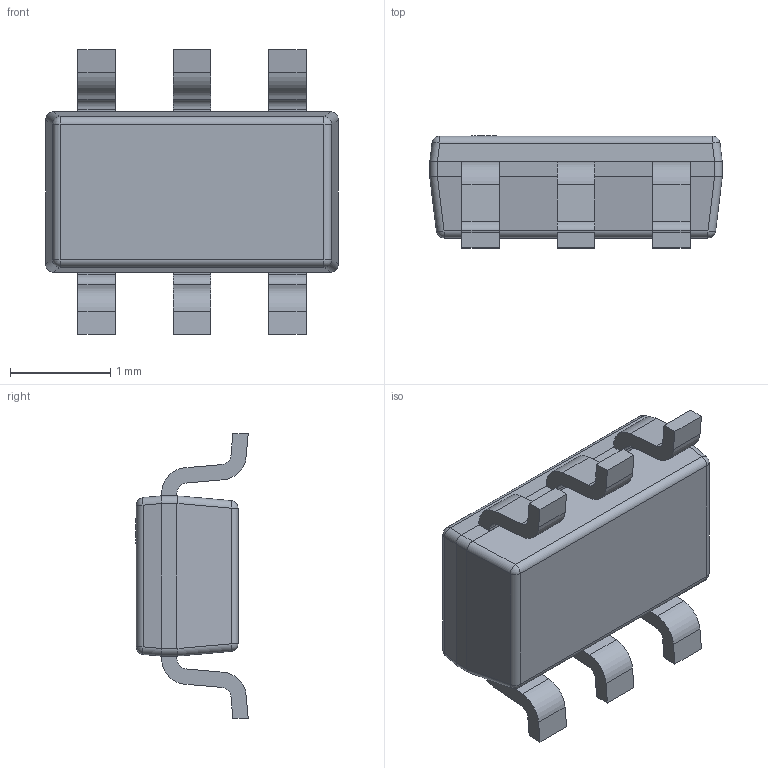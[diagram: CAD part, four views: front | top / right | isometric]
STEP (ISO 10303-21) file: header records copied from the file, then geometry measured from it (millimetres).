
FILE_DESCRIPTION(/* description */ ('Alibre Inc.'),/* implementation_level */ '2;1');
FILE_NAME(/* name */ 'export0',/* time_stamp */ '2013-05-14T11:14:06-07:00',/* author */ (''),/* organization */ (''),/* preprocessor_version */ 'ST-DEVELOPER v14',/* originating_system */ 'Alibre',/* authorisation */ '');
FILE_SCHEMA (('AUTOMOTIVE_DESIGN'));
Length unit declared in the file: inch
Bounding box: 2.92 x 1.12 x 2.84 mm (x, y, z)
Volume: 4.9 mm3; surface area: 24.9 mm2
Topology: 7 solids, 7 shells, 128 faces, 307 edges, 194 vertices
Faces by surface type: plane 75, cylinder 45, sphere 8
Full cylindrical faces by diameter (mm): 0.254 x1
Entity records: 1719 total; most frequent: CARTESIAN_POINT 360, DIRECTION 263, ORIENTED_EDGE 252, EDGE_CURVE 126, AXIS2_PLACEMENT_3D 106, VECTOR 76, LINE 76, VERTEX_POINT 74
